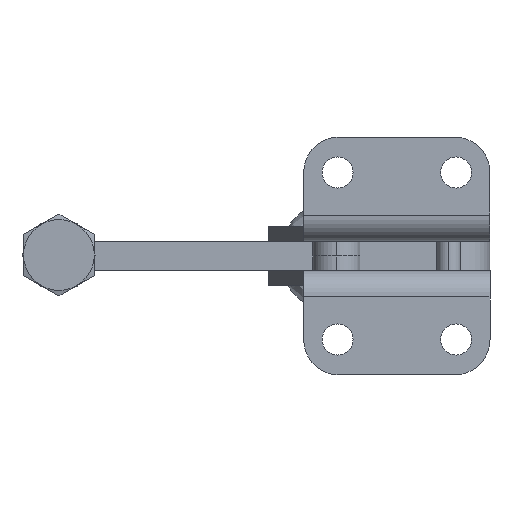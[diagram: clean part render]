
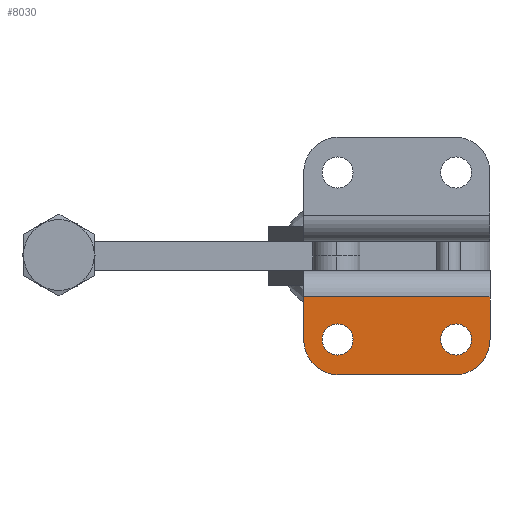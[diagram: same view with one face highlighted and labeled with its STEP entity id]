
A CAD part, front view. The second image highlights one B-rep face of the part: STEP entity #8030.
In plain terms, the highlighted planar face has unit normal (0, -1, 0).
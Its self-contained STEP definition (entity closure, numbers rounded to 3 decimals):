
#7 = VERTEX_POINT ( 'NONE', #8592 ) ;
#138 = VERTEX_POINT ( 'NONE', #6077 ) ;
#245 = VERTEX_POINT ( 'NONE', #9349 ) ;
#396 = DIRECTION ( 'NONE',  ( 0., -1., 0. ) ) ;
#445 = DIRECTION ( 'NONE',  ( 0., -1., 0. ) ) ;
#459 = CARTESIAN_POINT ( 'NONE',  ( 263.92, 205.289, -40.38 ) ) ;
#665 = DIRECTION ( 'NONE',  ( 0., 1., 0. ) ) ;
#921 = DIRECTION ( 'NONE',  ( 0., 0., 1. ) ) ;
#1148 = ORIENTED_EDGE ( 'NONE', *, *, #1981, .T. ) ;
#1242 = FACE_BOUND ( 'NONE', #8694, .T. ) ;
#1310 = EDGE_CURVE ( 'NONE', #138, #7, #1722, .T. ) ;
#1460 = ORIENTED_EDGE ( 'NONE', *, *, #1494, .T. ) ;
#1494 = EDGE_CURVE ( 'NONE', #7, #138, #1888, .T. ) ;
#1722 = CIRCLE ( 'NONE', #11584, 4.165 ) ;
#1773 = CIRCLE ( 'NONE', #7459, 4.165 ) ;
#1883 = AXIS2_PLACEMENT_3D ( 'NONE', #13383, #7135, #921 ) ;
#1888 = CIRCLE ( 'NONE', #5059, 4.165 ) ;
#1961 = EDGE_CURVE ( 'NONE', #4005, #11896, #8364, .T. ) ;
#1981 = EDGE_CURVE ( 'NONE', #5739, #11896, #5257, .T. ) ;
#2017 = EDGE_CURVE ( 'NONE', #245, #4331, #11134, .T. ) ;
#2207 = CARTESIAN_POINT ( 'NONE',  ( 223.001, 205.289, -40.38 ) ) ;
#2242 = CARTESIAN_POINT ( 'NONE',  ( 263.92, 205.289, -21.96 ) ) ;
#2374 = CARTESIAN_POINT ( 'NONE',  ( 250.703, 205.289, -28.96 ) ) ;
#2514 = PLANE ( 'NONE',  #7166 ) ;
#2611 = EDGE_CURVE ( 'NONE', #4331, #5739, #6386, .T. ) ;
#2869 = CARTESIAN_POINT ( 'NONE',  ( 213.901, 205.289, -28.96 ) ) ;
#3258 = DIRECTION ( 'NONE',  ( 0., 0., 1. ) ) ;
#3289 = ORIENTED_EDGE ( 'NONE', *, *, #9439, .F. ) ;
#3483 = DIRECTION ( 'NONE',  ( 0., 0., 1. ) ) ;
#3554 = LINE ( 'NONE', #7661, #6304 ) ;
#3611 = CARTESIAN_POINT ( 'NONE',  ( 254.82, 205.289, -44.545 ) ) ;
#3802 = EDGE_CURVE ( 'NONE', #10417, #7017, #5710, .T. ) ;
#4005 = VERTEX_POINT ( 'NONE', #6390 ) ;
#4117 = ORIENTED_EDGE ( 'NONE', *, *, #2017, .T. ) ;
#4292 = DIRECTION ( 'NONE',  ( 0., 0., -1. ) ) ;
#4331 = VERTEX_POINT ( 'NONE', #7539 ) ;
#4514 = CARTESIAN_POINT ( 'NONE',  ( 254.82, 205.289, -40.38 ) ) ;
#4565 = ORIENTED_EDGE ( 'NONE', *, *, #6231, .F. ) ;
#4595 = DIRECTION ( 'NONE',  ( 0., -1., 0. ) ) ;
#5059 = AXIS2_PLACEMENT_3D ( 'NONE', #2207, #9472, #3258 ) ;
#5094 = CARTESIAN_POINT ( 'NONE',  ( 254.82, 205.289, -36.215 ) ) ;
#5257 = CIRCLE ( 'NONE', #9421, 9.5 ) ;
#5551 = DIRECTION ( 'NONE',  ( 0., 0., 1. ) ) ;
#5600 = EDGE_CURVE ( 'NONE', #7017, #10417, #1773, .T. ) ;
#5710 = CIRCLE ( 'NONE', #1883, 4.165 ) ;
#5739 = VERTEX_POINT ( 'NONE', #12110 ) ;
#6077 = CARTESIAN_POINT ( 'NONE',  ( 223.001, 205.289, -36.215 ) ) ;
#6231 = EDGE_CURVE ( 'NONE', #7112, #4005, #10260, .T. ) ;
#6304 = VECTOR ( 'NONE', #3483, 1000. ) ;
#6353 = CARTESIAN_POINT ( 'NONE',  ( 263.92, 205.289, -49.88 ) ) ;
#6386 = LINE ( 'NONE', #6353, #11919 ) ;
#6390 = CARTESIAN_POINT ( 'NONE',  ( 263.92, 205.289, -28.96 ) ) ;
#6611 = CARTESIAN_POINT ( 'NONE',  ( 254.42, 205.289, -40.38 ) ) ;
#6666 = CARTESIAN_POINT ( 'NONE',  ( 223.401, 205.289, -40.38 ) ) ;
#6858 = EDGE_LOOP ( 'NONE', ( #1148, #10273, #4565, #3289, #4117, #7531 ) ) ;
#6887 = CARTESIAN_POINT ( 'NONE',  ( 223.001, 205.289, -40.38 ) ) ;
#6918 = ORIENTED_EDGE ( 'NONE', *, *, #1310, .T. ) ;
#7017 = VERTEX_POINT ( 'NONE', #3611 ) ;
#7112 = VERTEX_POINT ( 'NONE', #2869 ) ;
#7135 = DIRECTION ( 'NONE',  ( 0., 1., 0. ) ) ;
#7166 = AXIS2_PLACEMENT_3D ( 'NONE', #12875, #4595, #11875 ) ;
#7459 = AXIS2_PLACEMENT_3D ( 'NONE', #4514, #11784, #5551 ) ;
#7466 = VECTOR ( 'NONE', #9637, 1000. ) ;
#7531 = ORIENTED_EDGE ( 'NONE', *, *, #2611, .T. ) ;
#7539 = CARTESIAN_POINT ( 'NONE',  ( 223.401, 205.289, -49.88 ) ) ;
#7661 = CARTESIAN_POINT ( 'NONE',  ( 213.901, 205.289, -21.96 ) ) ;
#7675 = DIRECTION ( 'NONE',  ( 0., 0., 1. ) ) ;
#7719 = DIRECTION ( 'NONE',  ( 0., 0., -1. ) ) ;
#7768 = ORIENTED_EDGE ( 'NONE', *, *, #3802, .T. ) ;
#7933 = DIRECTION ( 'NONE',  ( 0., 0., 1. ) ) ;
#8030 = ADVANCED_FACE ( 'NONE', ( #9526, #1242, #11974 ), #2514, .T. ) ;
#8364 = LINE ( 'NONE', #2242, #10808 ) ;
#8592 = CARTESIAN_POINT ( 'NONE',  ( 223.001, 205.289, -44.545 ) ) ;
#8694 = EDGE_LOOP ( 'NONE', ( #7768, #11149 ) ) ;
#9349 = CARTESIAN_POINT ( 'NONE',  ( 213.901, 205.289, -40.38 ) ) ;
#9421 = AXIS2_PLACEMENT_3D ( 'NONE', #6611, #396, #7675 ) ;
#9439 = EDGE_CURVE ( 'NONE', #245, #7112, #3554, .T. ) ;
#9472 = DIRECTION ( 'NONE',  ( 0., 1., 0. ) ) ;
#9526 = FACE_OUTER_BOUND ( 'NONE', #6858, .T. ) ;
#9637 = DIRECTION ( 'NONE',  ( 1., 0., 0. ) ) ;
#10260 = LINE ( 'NONE', #2374, #7466 ) ;
#10273 = ORIENTED_EDGE ( 'NONE', *, *, #1961, .F. ) ;
#10417 = VERTEX_POINT ( 'NONE', #5094 ) ;
#10808 = VECTOR ( 'NONE', #4292, 1000. ) ;
#10821 = AXIS2_PLACEMENT_3D ( 'NONE', #6666, #445, #7719 ) ;
#11080 = EDGE_LOOP ( 'NONE', ( #6918, #1460 ) ) ;
#11134 = CIRCLE ( 'NONE', #10821, 9.5 ) ;
#11149 = ORIENTED_EDGE ( 'NONE', *, *, #5600, .T. ) ;
#11540 = DIRECTION ( 'NONE',  ( 1., 0., 0. ) ) ;
#11584 = AXIS2_PLACEMENT_3D ( 'NONE', #6887, #665, #7933 ) ;
#11784 = DIRECTION ( 'NONE',  ( 0., 1., 0. ) ) ;
#11875 = DIRECTION ( 'NONE',  ( 0., 0., -1. ) ) ;
#11896 = VERTEX_POINT ( 'NONE', #459 ) ;
#11919 = VECTOR ( 'NONE', #11540, 1000. ) ;
#11974 = FACE_BOUND ( 'NONE', #11080, .T. ) ;
#12110 = CARTESIAN_POINT ( 'NONE',  ( 254.42, 205.289, -49.88 ) ) ;
#12875 = CARTESIAN_POINT ( 'NONE',  ( 263.92, 205.289, -21.96 ) ) ;
#13383 = CARTESIAN_POINT ( 'NONE',  ( 254.82, 205.289, -40.38 ) ) ;
